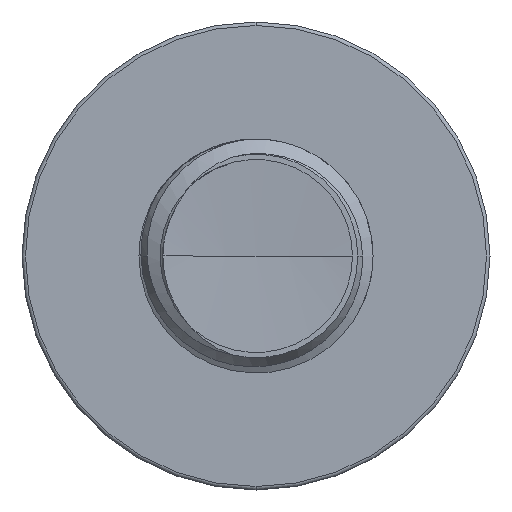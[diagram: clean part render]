
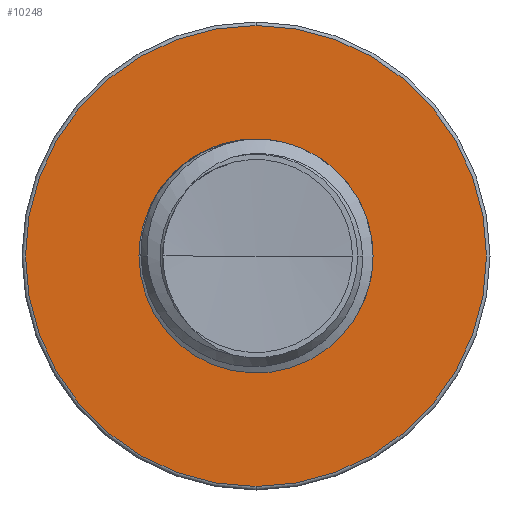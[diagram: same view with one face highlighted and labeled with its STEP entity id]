
A CAD part, front view. The second image highlights one B-rep face of the part: STEP entity #10248.
In plain terms, the highlighted planar face has unit normal (0, -1, 0).
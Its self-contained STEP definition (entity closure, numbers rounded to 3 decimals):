
#131 = VERTEX_POINT ( 'NONE', #1999 ) ;
#135 = CIRCLE ( 'NONE', #3633, 5.91 ) ;
#695 = AXIS2_PLACEMENT_3D ( 'NONE', #15878, #15671, #15650 ) ;
#1127 = CIRCLE ( 'NONE', #1191, 2.923 ) ;
#1191 = AXIS2_PLACEMENT_3D ( 'NONE', #10019, #10014, #9995 ) ;
#1975 = EDGE_LOOP ( 'NONE', ( #8491, #8515 ) ) ;
#1999 = CARTESIAN_POINT ( 'NONE',  ( 0., 7., 2.923 ) ) ;
#2587 = AXIS2_PLACEMENT_3D ( 'NONE', #5645, #5620, #5611 ) ;
#2600 = VERTEX_POINT ( 'NONE', #16422 ) ;
#2930 = EDGE_LOOP ( 'NONE', ( #8463, #8468 ) ) ;
#3633 = AXIS2_PLACEMENT_3D ( 'NONE', #13797, #13771, #13727 ) ;
#4109 = VERTEX_POINT ( 'NONE', #14632 ) ;
#5611 = DIRECTION ( 'NONE',  ( 0., 0., -1. ) ) ;
#5620 = DIRECTION ( 'NONE',  ( 0., -1., 0. ) ) ;
#5645 = CARTESIAN_POINT ( 'NONE',  ( 0., 7., 0. ) ) ;
#5941 = VERTEX_POINT ( 'NONE', #10669 ) ;
#6233 = EDGE_CURVE ( 'NONE', #131, #5941, #17961, .T. ) ;
#8463 = ORIENTED_EDGE ( 'NONE', *, *, #15046, .T. ) ;
#8468 = ORIENTED_EDGE ( 'NONE', *, *, #17582, .T. ) ;
#8491 = ORIENTED_EDGE ( 'NONE', *, *, #9358, .F. ) ;
#8515 = ORIENTED_EDGE ( 'NONE', *, *, #6233, .F. ) ;
#9358 = EDGE_CURVE ( 'NONE', #5941, #131, #1127, .T. ) ;
#9995 = DIRECTION ( 'NONE',  ( 0., 0., -1. ) ) ;
#10014 = DIRECTION ( 'NONE',  ( 0., -1., 0. ) ) ;
#10019 = CARTESIAN_POINT ( 'NONE',  ( 0., 7., 0. ) ) ;
#10248 = ADVANCED_FACE ( 'NONE', ( #11023, #15386 ), #15682, .T. ) ;
#10669 = CARTESIAN_POINT ( 'NONE',  ( 0., 7., -2.923 ) ) ;
#11023 = FACE_OUTER_BOUND ( 'NONE', #2930, .T. ) ;
#13727 = DIRECTION ( 'NONE',  ( 0., 0., -1. ) ) ;
#13771 = DIRECTION ( 'NONE',  ( 0., -1., 0. ) ) ;
#13797 = CARTESIAN_POINT ( 'NONE',  ( 0., 7., 0. ) ) ;
#14632 = CARTESIAN_POINT ( 'NONE',  ( 0., 7., 5.91 ) ) ;
#15046 = EDGE_CURVE ( 'NONE', #2600, #4109, #17376, .T. ) ;
#15386 = FACE_BOUND ( 'NONE', #1975, .T. ) ;
#15650 = DIRECTION ( 'NONE',  ( 0., 0., -1. ) ) ;
#15671 = DIRECTION ( 'NONE',  ( 0., -1., 0. ) ) ;
#15682 = PLANE ( 'NONE',  #695 ) ;
#15878 = CARTESIAN_POINT ( 'NONE',  ( 0., 7., 2.923 ) ) ;
#16422 = CARTESIAN_POINT ( 'NONE',  ( 0., 7., -5.91 ) ) ;
#17279 = AXIS2_PLACEMENT_3D ( 'NONE', #17890, #17892, #17905 ) ;
#17376 = CIRCLE ( 'NONE', #17279, 5.91 ) ;
#17582 = EDGE_CURVE ( 'NONE', #4109, #2600, #135, .T. ) ;
#17890 = CARTESIAN_POINT ( 'NONE',  ( 0., 7., 0. ) ) ;
#17892 = DIRECTION ( 'NONE',  ( 0., -1., 0. ) ) ;
#17905 = DIRECTION ( 'NONE',  ( 0., 0., -1. ) ) ;
#17961 = CIRCLE ( 'NONE', #2587, 2.923 ) ;
